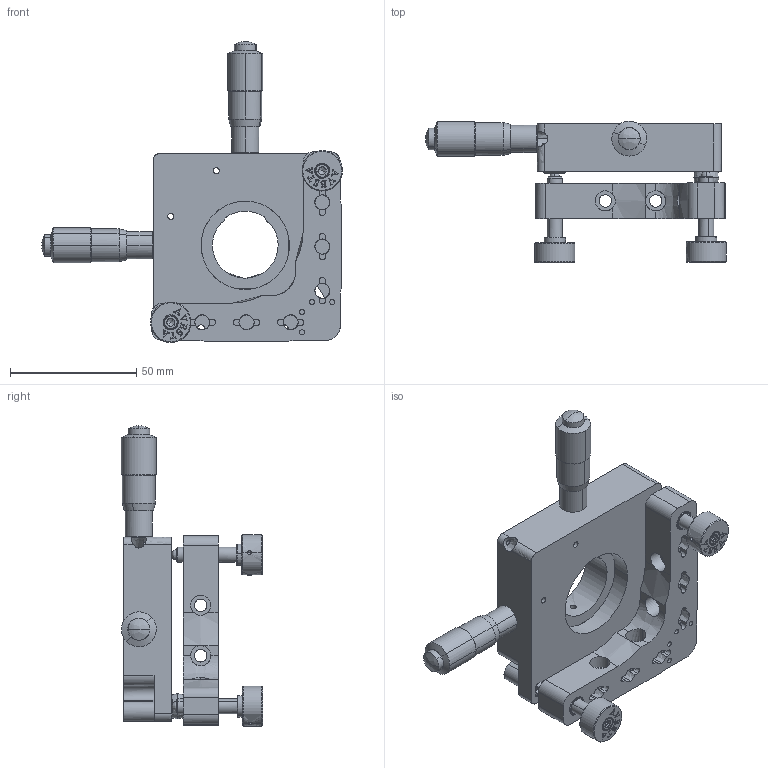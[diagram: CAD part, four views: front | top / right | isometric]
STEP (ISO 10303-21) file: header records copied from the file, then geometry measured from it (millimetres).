
FILE_DESCRIPTION(/* description */ (''),/* implementation_level */ '2;1');
FILE_NAME(/* name */ '02-2TS~2',/* time_stamp */ '2022-01-11T12:38:14+03:00',/* author */ (''),/* organization */ (''),/* preprocessor_version */ 'ST-DEVELOPER v15',/* originating_system */ '',/* authorisation */ '');
FILE_SCHEMA (('AUTOMOTIVE_DESIGN'));
Length unit declared in the file: millimetre
Products named in the file (4): Document; Block 01; Block 02; Block 03
Assembly tree (3 placements, depth 2):
  Document
    Block 01
    Block 02
    Block 03
Bounding box: 119.2 x 55.89 x 119.18 mm (x, y, z)
Volume: 68.4 mm3; surface area: 42164.4 mm2
Topology: 3 solids, 10 shells, 881 faces, 2578 edges, 1695 vertices
Faces by surface type: bspline 881
Entity records: 63669 total; most frequent: CARTESIAN_POINT 32171, B_SPLINE_CURVE_WITH_KNOTS 6075, ORIENTED_EDGE 5018, PCURVE 5018, DEFINITIONAL_REPRESENTATION 5018, SURFACE_CURVE 2530, EDGE_CURVE 2530, VERTEX_POINT 1695
